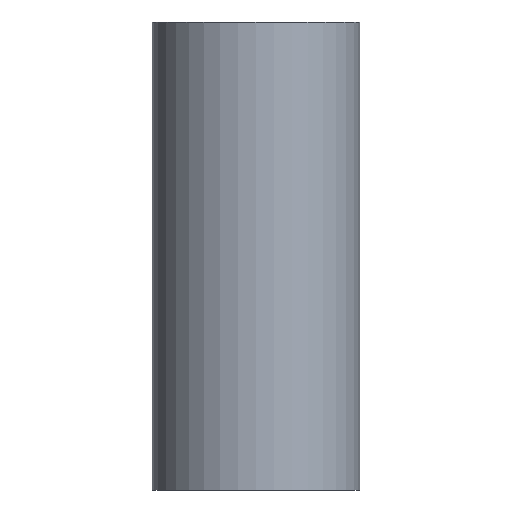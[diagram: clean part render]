
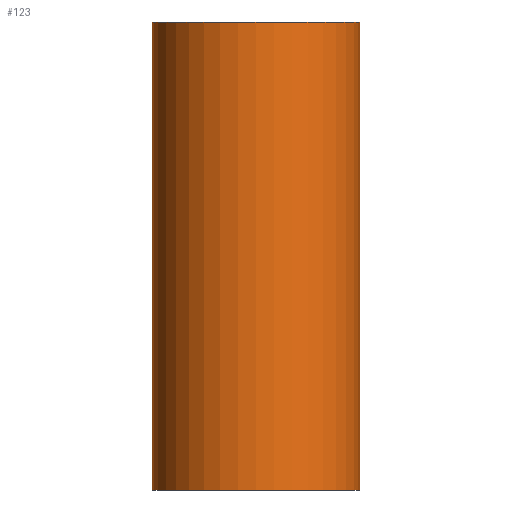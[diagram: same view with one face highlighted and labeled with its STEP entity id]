
A CAD part, front view. The second image highlights one B-rep face of the part: STEP entity #123.
In plain terms, the highlighted cylindrical face has radius 10 mm (diameter 20 mm), a partial arc.
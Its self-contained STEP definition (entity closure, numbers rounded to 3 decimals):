
#5 = CARTESIAN_POINT ( 'NONE',  ( 10., 0., 0. ) ) ;
#8 = CARTESIAN_POINT ( 'NONE',  ( 0., 0., 50. ) ) ;
#15 = VECTOR ( 'NONE', #238, 1000. ) ;
#22 = ORIENTED_EDGE ( 'NONE', *, *, #99, .T. ) ;
#33 = CARTESIAN_POINT ( 'NONE',  ( -10., 0., 0. ) ) ;
#46 = VERTEX_POINT ( 'NONE', #61 ) ;
#57 = AXIS2_PLACEMENT_3D ( 'NONE', #8, #122, #199 ) ;
#61 = CARTESIAN_POINT ( 'NONE',  ( 10., 0., 45. ) ) ;
#69 = LINE ( 'NONE', #120, #156 ) ;
#77 = EDGE_LOOP ( 'NONE', ( #192, #208, #22, #101 ) ) ;
#85 = CARTESIAN_POINT ( 'NONE',  ( 0., 0., 45. ) ) ;
#99 = EDGE_CURVE ( 'NONE', #169, #187, #181, .T. ) ;
#101 = ORIENTED_EDGE ( 'NONE', *, *, #212, .T. ) ;
#105 = DIRECTION ( 'NONE',  ( 1., 0., 0. ) ) ;
#119 = DIRECTION ( 'NONE',  ( 0., 0., 1. ) ) ;
#120 = CARTESIAN_POINT ( 'NONE',  ( 10., 0., 50. ) ) ;
#121 = CIRCLE ( 'NONE', #140, 10. ) ;
#122 = DIRECTION ( 'NONE',  ( 0., 0., -1. ) ) ;
#123 = ADVANCED_FACE ( 'NONE', ( #213 ), #146, .T. ) ;
#124 = DIRECTION ( 'NONE',  ( 0., 0., -1. ) ) ;
#135 = VERTEX_POINT ( 'NONE', #5 ) ;
#140 = AXIS2_PLACEMENT_3D ( 'NONE', #85, #161, #242 ) ;
#146 = CYLINDRICAL_SURFACE ( 'NONE', #57, 10. ) ;
#156 = VECTOR ( 'NONE', #124, 1000. ) ;
#161 = DIRECTION ( 'NONE',  ( 0., 0., -1. ) ) ;
#163 = AXIS2_PLACEMENT_3D ( 'NONE', #164, #119, #105 ) ;
#164 = CARTESIAN_POINT ( 'NONE',  ( 0., 0., 0. ) ) ;
#169 = VERTEX_POINT ( 'NONE', #237 ) ;
#171 = EDGE_CURVE ( 'NONE', #46, #135, #69, .T. ) ;
#181 = LINE ( 'NONE', #216, #15 ) ;
#187 = VERTEX_POINT ( 'NONE', #33 ) ;
#192 = ORIENTED_EDGE ( 'NONE', *, *, #171, .F. ) ;
#199 = DIRECTION ( 'NONE',  ( -1., 0., 0. ) ) ;
#208 = ORIENTED_EDGE ( 'NONE', *, *, #225, .T. ) ;
#212 = EDGE_CURVE ( 'NONE', #187, #135, #228, .T. ) ;
#213 = FACE_OUTER_BOUND ( 'NONE', #77, .T. ) ;
#216 = CARTESIAN_POINT ( 'NONE',  ( -10., 0., 50. ) ) ;
#225 = EDGE_CURVE ( 'NONE', #46, #169, #121, .T. ) ;
#228 = CIRCLE ( 'NONE', #163, 10. ) ;
#237 = CARTESIAN_POINT ( 'NONE',  ( -10., 0., 45. ) ) ;
#238 = DIRECTION ( 'NONE',  ( 0., 0., -1. ) ) ;
#242 = DIRECTION ( 'NONE',  ( -1., 0., 0. ) ) ;
